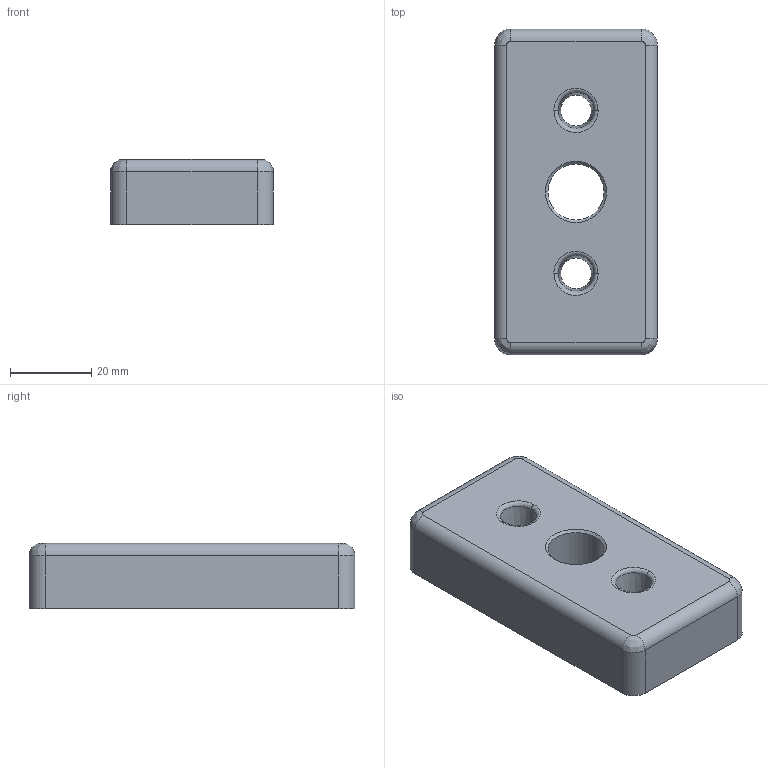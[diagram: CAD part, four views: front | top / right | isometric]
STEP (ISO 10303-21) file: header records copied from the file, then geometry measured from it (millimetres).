
FILE_DESCRIPTION (( 'STEP AP214' ), '1' );
FILE_NAME ('093t40801608r.STEP', '2014-09-05T10:55:15', ( '' ), ( '' ), 'SwSTEP 2.0', 'SolidWorks 2014', '' );
FILE_SCHEMA (( 'AUTOMOTIVE_DESIGN' ));
Length unit declared in the file: millimetre
Products named in the file (1): 093t40801608r
Bounding box: 40 x 80 x 16 mm (x, y, z)
Volume: 34042.2 mm3; surface area: 15408.5 mm2
Topology: 1 solids, 1 shells, 299 faces, 680 edges, 371 vertices
Faces by surface type: bspline 125, cylinder 120, plane 44, cone 10
Entity records: 13798 total; most frequent: CARTESIAN_POINT 4322, ORIENTED_EDGE 1316, DIRECTION 1292, EDGE_CURVE 658, AXIS2_PLACEMENT_3D 533, VERTEX_POINT 371, CIRCLE 358, EDGE_LOOP 315
